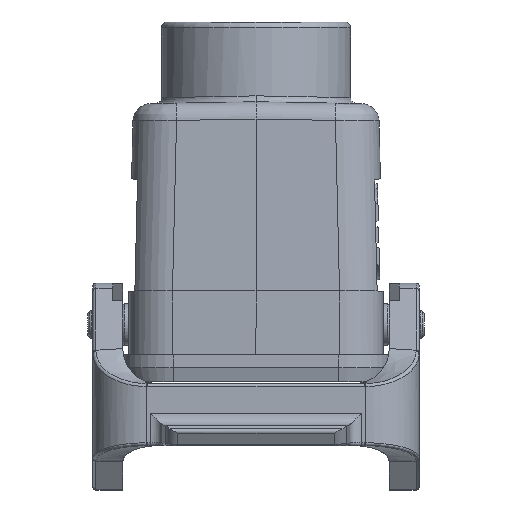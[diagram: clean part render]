
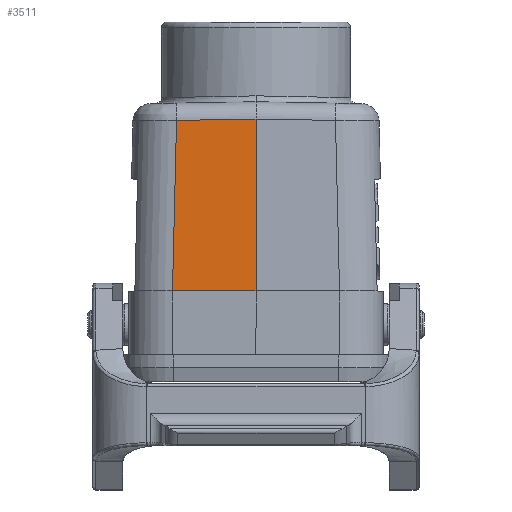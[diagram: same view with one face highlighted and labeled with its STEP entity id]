
A CAD part, left-side view. The second image highlights one B-rep face of the part: STEP entity #3511.
In plain terms, the highlighted planar face has unit normal (-1, 0.018, 0.026).
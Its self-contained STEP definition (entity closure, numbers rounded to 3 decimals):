
#2401=FACE_OUTER_BOUND('',#4706,.T.);
#3511=ADVANCED_FACE('',(#2401),#4165,.F.);
#4165=PLANE('',#13310);
#4706=EDGE_LOOP('',(#5745,#5746,#5747,#5748,#5749));
#5448=ELLIPSE('',#13299,286.555,7.5);
#5745=ORIENTED_EDGE('',*,*,#9934,.T.);
#5746=ORIENTED_EDGE('',*,*,#9931,.T.);
#5747=ORIENTED_EDGE('',*,*,#9947,.T.);
#5748=ORIENTED_EDGE('',*,*,#9948,.T.);
#5749=ORIENTED_EDGE('',*,*,#9949,.T.);
#8898=VERTEX_POINT('',#18040);
#8899=VERTEX_POINT('',#18042);
#8900=VERTEX_POINT('',#18052);
#8910=VERTEX_POINT('',#18076);
#8911=VERTEX_POINT('',#18080);
#9931=EDGE_CURVE('',#8899,#8898,#5448,.T.);
#9934=EDGE_CURVE('',#8900,#8899,#11485,.T.);
#9947=EDGE_CURVE('',#8898,#8910,#11493,.T.);
#9948=EDGE_CURVE('',#8910,#8911,#11494,.T.);
#9949=EDGE_CURVE('',#8911,#8900,#11495,.T.);
#11485=LINE('',#18051,#12436);
#11493=LINE('',#18077,#12444);
#11494=LINE('',#18079,#12445);
#11495=LINE('',#18081,#12446);
#12436=VECTOR('',#14557,1.);
#12444=VECTOR('',#14579,1.);
#12445=VECTOR('',#14582,1.);
#12446=VECTOR('',#14583,1.);
#13299=AXIS2_PLACEMENT_3D('',#18041,#14551,#14552);
#13310=AXIS2_PLACEMENT_3D('',#18082,#14584,#14585);
#14551=DIRECTION('',(-1.,0.017,0.026));
#14552=DIRECTION('',(-0.026,0.,-1.));
#14557=DIRECTION('',(-0.026,0.024,-0.999));
#14579=DIRECTION('',(-0.017,-1.,0.));
#14582=DIRECTION('',(0.026,0.,1.));
#14583=DIRECTION('',(0.017,1.,-0.017));
#14584=DIRECTION('',(1.,-0.017,-0.026));
#14585=DIRECTION('',(0.026,0.,1.));
#18040=CARTESIAN_POINT('',(-36.053,14.131,3.847));
#18041=CARTESIAN_POINT('',(-28.554,14.,290.304));
#18042=CARTESIAN_POINT('',(-36.053,14.134,3.847));
#18051=CARTESIAN_POINT('',(-36.058,14.138,3.676));
#18052=CARTESIAN_POINT('',(-35.31,13.45,32.694));
#18076=CARTESIAN_POINT('',(-36.3,0.,3.85));
#18077=CARTESIAN_POINT('',(-36.3,0.008,3.85));
#18079=CARTESIAN_POINT('',(-35.383,0.,38.85));
#18080=CARTESIAN_POINT('',(-35.539,0.,32.929));
#18081=CARTESIAN_POINT('',(-35.187,20.7,32.568));
#18082=CARTESIAN_POINT('',(-35.383,0.,38.85));
